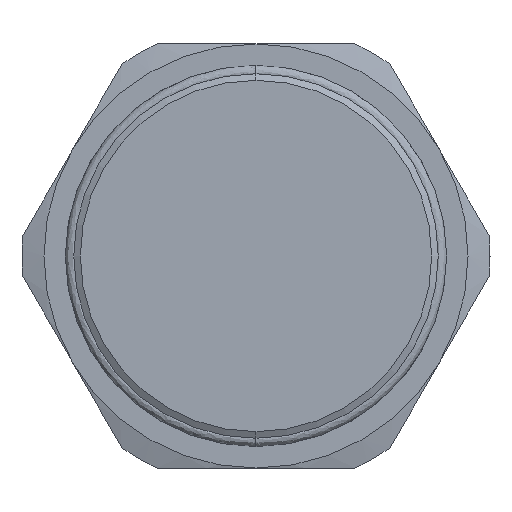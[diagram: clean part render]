
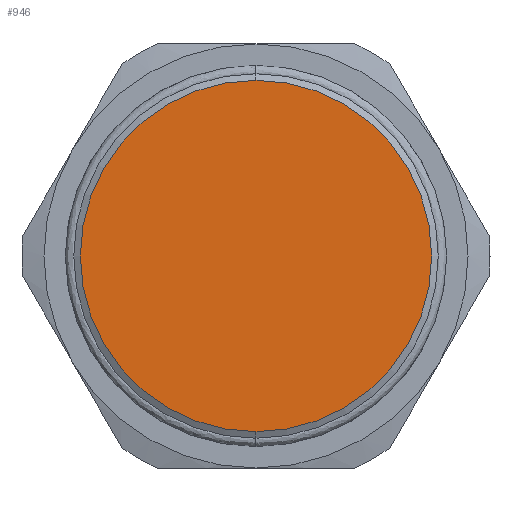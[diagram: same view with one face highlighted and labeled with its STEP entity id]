
A CAD part, front view. The second image highlights one B-rep face of the part: STEP entity #946.
In plain terms, the highlighted planar face has unit normal (0, -1, 0).
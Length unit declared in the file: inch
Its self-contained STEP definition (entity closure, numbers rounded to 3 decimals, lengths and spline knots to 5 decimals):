
#65 = DIRECTION ( 'NONE',  ( 0., 0., -1. ) ) ;
#176 = ORIENTED_EDGE ( 'NONE', *, *, #1414, .T. ) ;
#221 = VERTEX_POINT ( 'NONE', #1299 ) ;
#231 = CARTESIAN_POINT ( 'NONE',  ( 0., 0., 0. ) ) ;
#261 = EDGE_LOOP ( 'NONE', ( #594, #176 ) ) ;
#309 = FACE_OUTER_BOUND ( 'NONE', #261, .T. ) ;
#333 = DIRECTION ( 'NONE',  ( 0., 0., 1. ) ) ;
#406 = AXIS2_PLACEMENT_3D ( 'NONE', #1761, #2027, #333 ) ;
#592 = AXIS2_PLACEMENT_3D ( 'NONE', #2369, #1416, #65 ) ;
#594 = ORIENTED_EDGE ( 'NONE', *, *, #2944, .T. ) ;
#946 = ADVANCED_FACE ( 'NONE', ( #309 ), #2168, .T. ) ;
#971 = CARTESIAN_POINT ( 'NONE',  ( 0., 0., 0.94584 ) ) ;
#1283 = DIRECTION ( 'NONE',  ( 0., 0., 1. ) ) ;
#1299 = CARTESIAN_POINT ( 'NONE',  ( 0., 0., -0.94584 ) ) ;
#1414 = EDGE_CURVE ( 'NONE', #221, #2212, #1979, .T. ) ;
#1416 = DIRECTION ( 'NONE',  ( 0., -1., 0. ) ) ;
#1761 = CARTESIAN_POINT ( 'NONE',  ( 0., 0., 0. ) ) ;
#1939 = CIRCLE ( 'NONE', #1993, 0.94584 ) ;
#1979 = CIRCLE ( 'NONE', #406, 0.94584 ) ;
#1993 = AXIS2_PLACEMENT_3D ( 'NONE', #231, #2786, #1283 ) ;
#2027 = DIRECTION ( 'NONE',  ( 0., -1., 0. ) ) ;
#2168 = PLANE ( 'NONE',  #592 ) ;
#2212 = VERTEX_POINT ( 'NONE', #971 ) ;
#2369 = CARTESIAN_POINT ( 'NONE',  ( 0.94513, 0., 0. ) ) ;
#2786 = DIRECTION ( 'NONE',  ( 0., -1., 0. ) ) ;
#2944 = EDGE_CURVE ( 'NONE', #2212, #221, #1939, .T. ) ;
